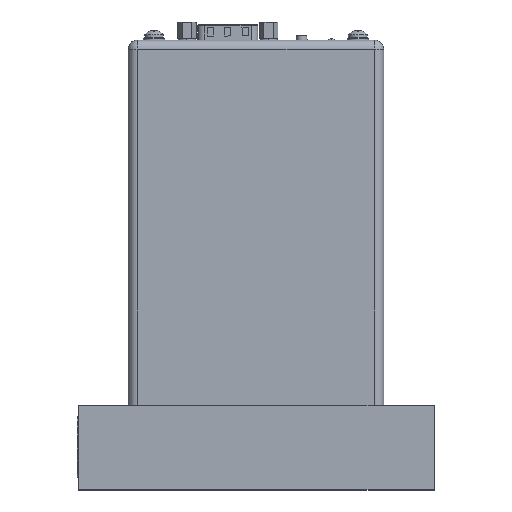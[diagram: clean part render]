
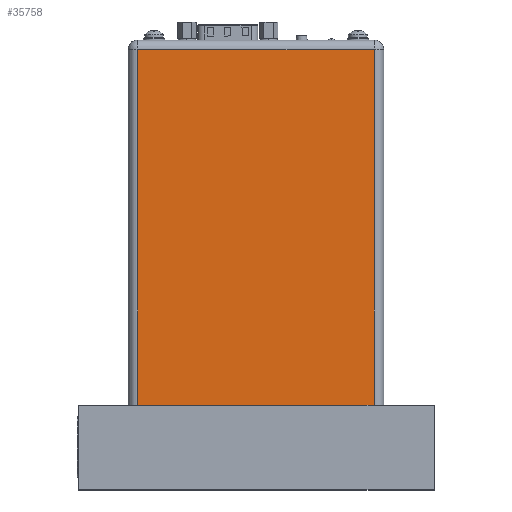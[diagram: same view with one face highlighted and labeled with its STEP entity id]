
A CAD part, top view. The second image highlights one B-rep face of the part: STEP entity #35758.
In plain terms, the highlighted planar face has unit normal (0, 0, 1).
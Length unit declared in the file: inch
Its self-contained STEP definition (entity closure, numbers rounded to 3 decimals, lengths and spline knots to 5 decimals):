
#33332=DIRECTION('',(1.,0.,0.));
#33333=VECTOR('',#33332,2.755);
#33334=CARTESIAN_POINT('',(-1.3775,0.,1.425));
#33335=LINE('',#33334,#33333);
#34339=DIRECTION('',(0.,-1.,0.));
#34340=VECTOR('',#34339,4.14);
#34341=CARTESIAN_POINT('',(1.3775,4.14,1.425));
#34342=LINE('',#34341,#34340);
#34346=DIRECTION('',(0.,-1.,0.));
#34347=VECTOR('',#34346,4.14);
#34348=CARTESIAN_POINT('',(-1.3775,4.14,1.425));
#34349=LINE('',#34348,#34347);
#34353=DIRECTION('',(1.,0.,0.));
#34354=VECTOR('',#34353,2.755);
#34355=CARTESIAN_POINT('',(-1.3775,4.14,1.425));
#34356=LINE('',#34355,#34354);
#34889=CARTESIAN_POINT('',(1.3775,0.,1.425));
#34891=VERTEX_POINT('',#34889);
#34892=CARTESIAN_POINT('',(1.3775,4.14,1.425));
#34893=VERTEX_POINT('',#34892);
#34904=CARTESIAN_POINT('',(-1.3775,0.,1.425));
#34906=VERTEX_POINT('',#34904);
#34908=CARTESIAN_POINT('',(-1.3775,4.14,1.425));
#34909=VERTEX_POINT('',#34908);
#35746=CARTESIAN_POINT('',(-1.4875,0.,1.425));
#35747=DIRECTION('',(0.,0.,1.));
#35748=DIRECTION('',(1.,0.,0.));
#35749=AXIS2_PLACEMENT_3D('',#35746,#35747,#35748);
#35750=PLANE('',#35749);
#35752=ORIENTED_EDGE('',*,*,#35751,.T.);
#35753=ORIENTED_EDGE('',*,*,#34935,.F.);
#35754=ORIENTED_EDGE('',*,*,#35715,.F.);
#35755=ORIENTED_EDGE('',*,*,#35737,.T.);
#35756=EDGE_LOOP('',(#35752,#35753,#35754,#35755));
#35757=FACE_OUTER_BOUND('',#35756,.F.);
#35758=ADVANCED_FACE('',(#35757),#35750,.T.);
#34935=EDGE_CURVE('',#34906,#34891,#33335,.T.);
#35715=EDGE_CURVE('',#34909,#34906,#34349,.T.);
#35737=EDGE_CURVE('',#34909,#34893,#34356,.T.);
#35751=EDGE_CURVE('',#34893,#34891,#34342,.T.);
